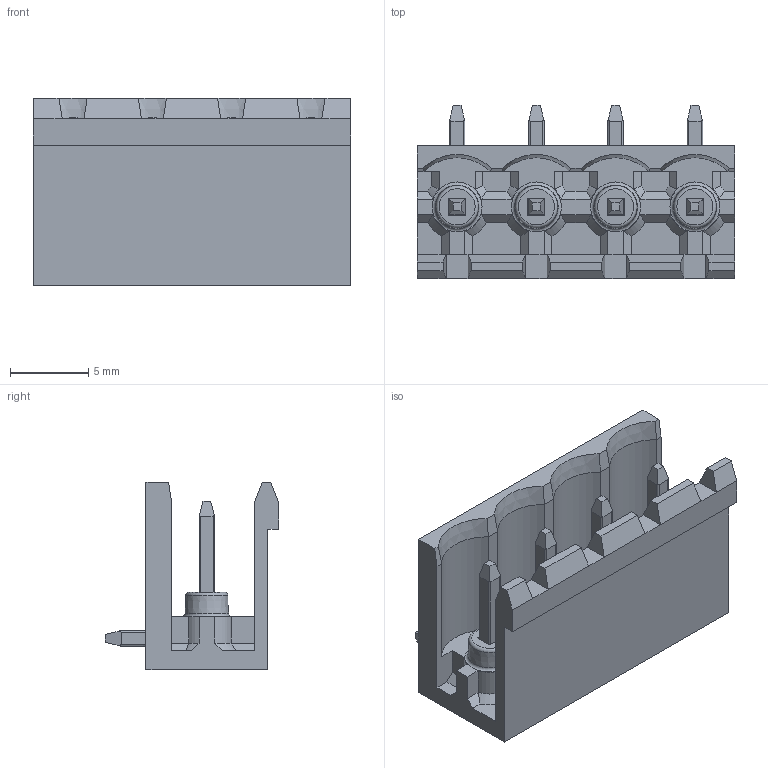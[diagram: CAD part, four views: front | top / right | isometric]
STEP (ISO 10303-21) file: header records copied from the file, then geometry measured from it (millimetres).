
FILE_DESCRIPTION(/* description */ ('Unknown'),/* implementation_level */ '2;1');
FILE_NAME(/* name */ '691701530004B',/* time_stamp */ '2023-12-13T15:11:02+01:00',/* author */ ('Unknown'),/* organization */ ('Unknown'),/* preprocessor_version */ 'ST-DEVELOPER v18.102',/* originating_system */ 'Solid Edge',/* authorisation */ 'Unknown');
FILE_SCHEMA (('AUTOMOTIVE_DESIGN {1 0 10303 214 3 1 1}'));
Length unit declared in the file: millimetre
Products named in the file (3): 6917015300xxB; 691701500004B; 6917015300xxB_PIN
Assembly tree (5 placements, depth 2):
  6917015300xxB
    691701500004B
    6917015300xxB_PIN  x4
Bounding box: 20.32 x 11.1 x 12 mm (x, y, z)
Volume: 766 mm3; surface area: 1802.2 mm2
Topology: 5 solids, 5 shells, 377 faces, 993 edges, 630 vertices
Faces by surface type: plane 265, cylinder 60, cone 24, torus 24, sphere 4
Entity records: 8723 total; most frequent: CARTESIAN_POINT 1624, ORIENTED_EDGE 1474, DIRECTION 1395, EDGE_CURVE 737, LINE 585, VECTOR 585, VERTEX_POINT 474, AXIS2_PLACEMENT_3D 405
